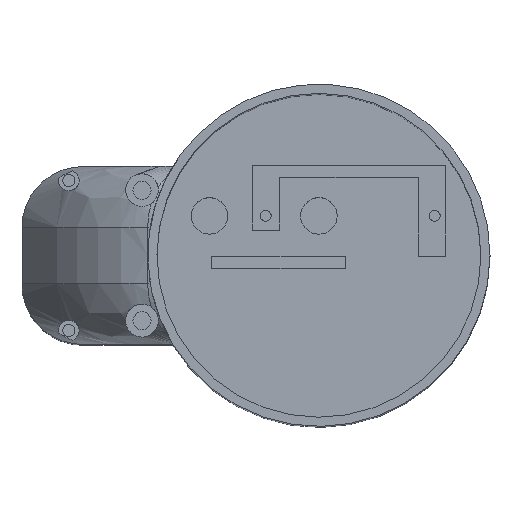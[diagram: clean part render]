
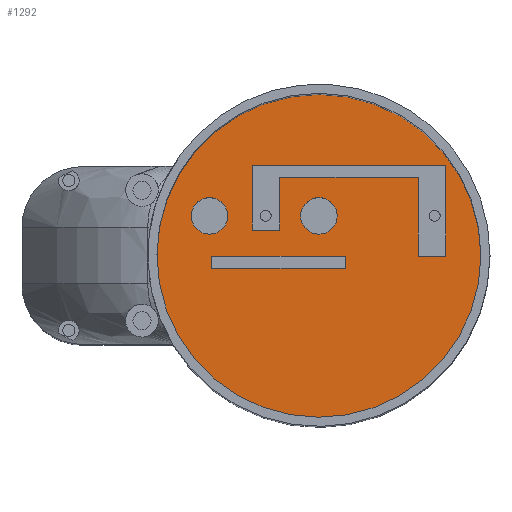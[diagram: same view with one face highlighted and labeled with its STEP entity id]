
A CAD part, top view. The second image highlights one B-rep face of the part: STEP entity #1292.
In plain terms, the highlighted planar face has unit normal (0, 0, 1).
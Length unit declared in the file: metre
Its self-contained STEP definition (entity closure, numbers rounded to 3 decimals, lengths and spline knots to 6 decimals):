
#10=ELLIPSE('',#1419,0.0112,0.0092);
#32=PLANE('',#1417);
#83=LINE('',#2236,#172);
#84=LINE('',#2239,#173);
#85=LINE('',#2241,#174);
#86=LINE('',#2243,#175);
#87=LINE('',#2247,#176);
#88=LINE('',#2251,#177);
#89=LINE('',#2256,#178);
#90=LINE('',#2259,#179);
#91=LINE('',#2261,#180);
#92=LINE('',#2263,#181);
#93=LINE('',#2265,#182);
#94=LINE('',#2267,#183);
#95=LINE('',#2269,#184);
#96=LINE('',#2271,#185);
#172=VECTOR('',#1604,1.);
#173=VECTOR('',#1605,1.);
#174=VECTOR('',#1606,1.);
#175=VECTOR('',#1607,1.);
#176=VECTOR('',#1610,1.);
#177=VECTOR('',#1613,1.);
#178=VECTOR('',#1618,1.);
#179=VECTOR('',#1619,1.);
#180=VECTOR('',#1620,1.);
#181=VECTOR('',#1621,1.);
#182=VECTOR('',#1622,1.);
#183=VECTOR('',#1623,1.);
#184=VECTOR('',#1624,1.);
#185=VECTOR('',#1625,1.);
#375=ORIENTED_EDGE('',*,*,#667,.F.);
#376=ORIENTED_EDGE('',*,*,#668,.F.);
#377=ORIENTED_EDGE('',*,*,#669,.F.);
#378=ORIENTED_EDGE('',*,*,#670,.F.);
#379=ORIENTED_EDGE('',*,*,#671,.T.);
#380=ORIENTED_EDGE('',*,*,#672,.F.);
#381=ORIENTED_EDGE('',*,*,#673,.T.);
#382=ORIENTED_EDGE('',*,*,#674,.T.);
#383=ORIENTED_EDGE('',*,*,#675,.F.);
#384=ORIENTED_EDGE('',*,*,#676,.F.);
#385=ORIENTED_EDGE('',*,*,#677,.T.);
#386=ORIENTED_EDGE('',*,*,#678,.T.);
#387=ORIENTED_EDGE('',*,*,#679,.F.);
#388=ORIENTED_EDGE('',*,*,#680,.T.);
#389=ORIENTED_EDGE('',*,*,#681,.F.);
#390=ORIENTED_EDGE('',*,*,#682,.F.);
#391=ORIENTED_EDGE('',*,*,#683,.T.);
#392=ORIENTED_EDGE('',*,*,#684,.F.);
#667=EDGE_CURVE('',#824,#825,#83,.T.);
#668=EDGE_CURVE('',#826,#824,#84,.T.);
#669=EDGE_CURVE('',#827,#826,#85,.T.);
#670=EDGE_CURVE('',#825,#827,#86,.T.);
#671=EDGE_CURVE('',#828,#829,#935,.T.);
#672=EDGE_CURVE('',#830,#829,#87,.T.);
#673=EDGE_CURVE('',#830,#831,#10,.F.);
#674=EDGE_CURVE('',#831,#828,#88,.T.);
#675=EDGE_CURVE('',#832,#832,#936,.T.);
#676=EDGE_CURVE('',#833,#833,#937,.T.);
#677=EDGE_CURVE('',#834,#835,#89,.T.);
#678=EDGE_CURVE('',#835,#836,#90,.T.);
#679=EDGE_CURVE('',#837,#836,#91,.T.);
#680=EDGE_CURVE('',#837,#838,#92,.T.);
#681=EDGE_CURVE('',#839,#838,#93,.T.);
#682=EDGE_CURVE('',#840,#839,#94,.T.);
#683=EDGE_CURVE('',#840,#841,#95,.T.);
#684=EDGE_CURVE('',#834,#841,#96,.T.);
#824=VERTEX_POINT('',#2237);
#825=VERTEX_POINT('',#2238);
#826=VERTEX_POINT('',#2240);
#827=VERTEX_POINT('',#2242);
#828=VERTEX_POINT('',#2245);
#829=VERTEX_POINT('',#2246);
#830=VERTEX_POINT('',#2248);
#831=VERTEX_POINT('',#2250);
#832=VERTEX_POINT('',#2253);
#833=VERTEX_POINT('',#2255);
#834=VERTEX_POINT('',#2257);
#835=VERTEX_POINT('',#2258);
#836=VERTEX_POINT('',#2260);
#837=VERTEX_POINT('',#2262);
#838=VERTEX_POINT('',#2264);
#839=VERTEX_POINT('',#2266);
#840=VERTEX_POINT('',#2268);
#841=VERTEX_POINT('',#2270);
#935=CIRCLE('',#1418,0.02665);
#936=CIRCLE('',#1420,0.003);
#937=CIRCLE('',#1421,0.003);
#1010=EDGE_LOOP('',(#375,#376,#377,#378));
#1011=EDGE_LOOP('',(#379,#380,#381,#382));
#1012=EDGE_LOOP('',(#383));
#1013=EDGE_LOOP('',(#384));
#1014=EDGE_LOOP('',(#385,#386,#387,#388,#389,#390,#391,#392));
#1147=FACE_BOUND('',#1010,.T.);
#1148=FACE_BOUND('',#1011,.T.);
#1149=FACE_BOUND('',#1012,.T.);
#1150=FACE_BOUND('',#1013,.T.);
#1151=FACE_BOUND('',#1014,.T.);
#1292=ADVANCED_FACE('',(#1147,#1148,#1149,#1150,#1151),#32,.T.);
#1417=AXIS2_PLACEMENT_3D('',#2235,#1602,#1603);
#1418=AXIS2_PLACEMENT_3D('',#2244,#1608,#1609);
#1419=AXIS2_PLACEMENT_3D('',#2249,#1611,#1612);
#1420=AXIS2_PLACEMENT_3D('',#2252,#1614,#1615);
#1421=AXIS2_PLACEMENT_3D('',#2254,#1616,#1617);
#1602=DIRECTION('',(0.,0.,1.));
#1603=DIRECTION('',(1.,0.,0.));
#1604=DIRECTION('',(1.,0.,0.));
#1605=DIRECTION('',(0.,-1.,0.));
#1606=DIRECTION('',(-1.,0.,0.));
#1607=DIRECTION('',(0.,1.,0.));
#1608=DIRECTION('',(0.,0.,1.));
#1609=DIRECTION('',(1.,0.,0.));
#1610=DIRECTION('',(1.,0.,0.));
#1611=DIRECTION('',(0.,0.,1.));
#1612=DIRECTION('',(0.,1.,0.));
#1613=DIRECTION('',(1.,0.,0.));
#1614=DIRECTION('',(0.,0.,1.));
#1615=DIRECTION('',(1.,0.,0.));
#1616=DIRECTION('',(0.,0.,1.));
#1617=DIRECTION('',(1.,0.,0.));
#1618=DIRECTION('',(1.,0.,0.));
#1619=DIRECTION('',(0.,-1.,0.));
#1620=DIRECTION('',(1.,0.,0.));
#1621=DIRECTION('',(0.,1.,0.));
#1622=DIRECTION('',(1.,0.,0.));
#1623=DIRECTION('',(0.,1.,0.));
#1624=DIRECTION('',(-1.,0.,0.));
#1625=DIRECTION('',(0.,-1.,0.));
#2235=CARTESIAN_POINT('',(0.,0.,0.036));
#2236=CARTESIAN_POINT('',(-0.00665,-0.002,0.036));
#2237=CARTESIAN_POINT('',(-0.01765,-0.002,0.036));
#2238=CARTESIAN_POINT('',(0.00435,-0.002,0.036));
#2239=CARTESIAN_POINT('',(-0.01765,-0.0015,0.036));
#2240=CARTESIAN_POINT('',(-0.01765,-0.001,0.036));
#2241=CARTESIAN_POINT('',(-0.00665,-0.001,0.036));
#2242=CARTESIAN_POINT('',(0.00435,-0.001,0.036));
#2243=CARTESIAN_POINT('',(0.00435,-0.0015,0.036));
#2244=CARTESIAN_POINT('',(0.,0.,0.036));
#2245=CARTESIAN_POINT('',(-0.024996,-0.009243,0.036));
#2246=CARTESIAN_POINT('',(-0.024996,0.009243,0.036));
#2247=CARTESIAN_POINT('',(-0.028975,0.009243,0.036));
#2248=CARTESIAN_POINT('',(-0.032955,0.009243,0.036));
#2249=CARTESIAN_POINT('',(-0.03815,0.,0.036));
#2250=CARTESIAN_POINT('',(-0.032955,-0.009243,0.036));
#2251=CARTESIAN_POINT('',(-0.028975,-0.009243,0.036));
#2252=CARTESIAN_POINT('',(-0.018,0.00665,0.036));
#2253=CARTESIAN_POINT('',(-0.015,0.00665,0.036));
#2254=CARTESIAN_POINT('',(0.,0.00665,0.036));
#2255=CARTESIAN_POINT('',(0.003,0.00665,0.036));
#2256=CARTESIAN_POINT('',(0.01859,0.01495,0.036));
#2257=CARTESIAN_POINT('',(-0.010926,0.01495,0.036));
#2258=CARTESIAN_POINT('',(0.02084,0.01495,0.036));
#2259=CARTESIAN_POINT('',(0.02084,0.014125,0.036));
#2260=CARTESIAN_POINT('',(0.02084,0.,0.036));
#2261=CARTESIAN_POINT('',(0.01859,0.,0.036));
#2262=CARTESIAN_POINT('',(0.01634,0.,0.036));
#2263=CARTESIAN_POINT('',(0.01634,0.006475,0.036));
#2264=CARTESIAN_POINT('',(0.01634,0.01295,0.036));
#2265=CARTESIAN_POINT('',(0.004957,0.01295,0.036));
#2266=CARTESIAN_POINT('',(-0.006426,0.01295,0.036));
#2267=CARTESIAN_POINT('',(-0.006426,0.008625,0.036));
#2268=CARTESIAN_POINT('',(-0.006426,0.0043,0.036));
#2269=CARTESIAN_POINT('',(-0.008676,0.0043,0.036));
#2270=CARTESIAN_POINT('',(-0.010926,0.0043,0.036));
#2271=CARTESIAN_POINT('',(-0.010926,0.014125,0.036));
